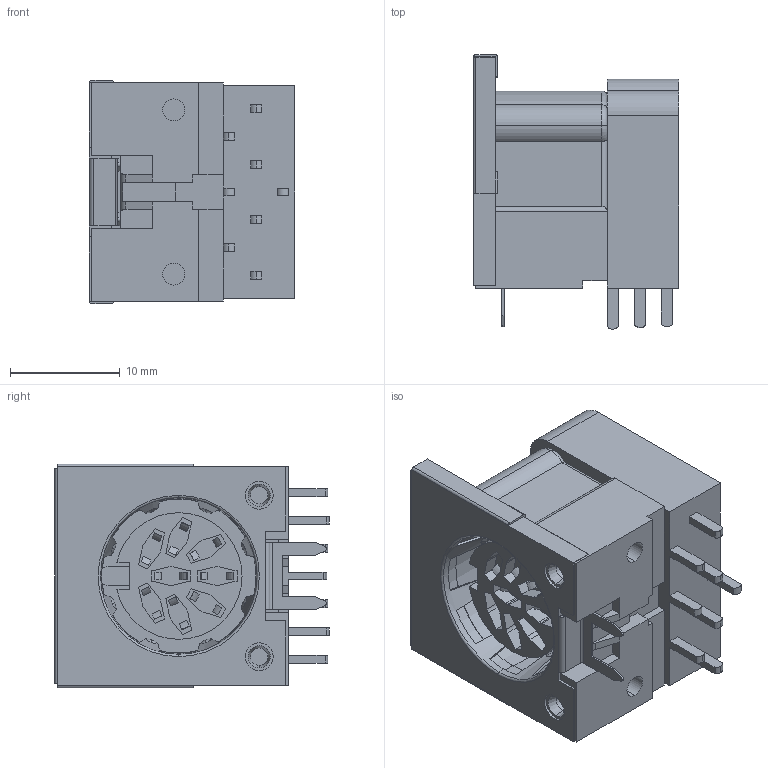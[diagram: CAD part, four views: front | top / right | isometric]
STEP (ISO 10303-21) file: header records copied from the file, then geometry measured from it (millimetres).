
FILE_DESCRIPTION (( 'STEP AP214' ), '1' );
FILE_NAME ('62PC8FS.STEP', '2015-12-07T19:31:45', ( '' ), ( '' ), 'SwSTEP 2.0', 'SolidWorks 2014', '' );
FILE_SCHEMA (( 'AUTOMOTIVE_DESIGN' ));
Length unit declared in the file: inch
Products named in the file (1): 62PC8FS
Bounding box: 18.72 x 25.02 x 20.4 mm (x, y, z)
Volume: 5320.1 mm3; surface area: 3927.6 mm2
Topology: 1 solids, 1 shells, 453 faces, 1175 edges, 777 vertices
Faces by surface type: plane 293, cylinder 111, sphere 32, torus 9, cone 8
Entity records: 14265 total; most frequent: CARTESIAN_POINT 3016, ORIENTED_EDGE 2350, DIRECTION 2271, EDGE_CURVE 1175, LINE 807, VECTOR 807, VERTEX_POINT 777, AXIS2_PLACEMENT_3D 732
